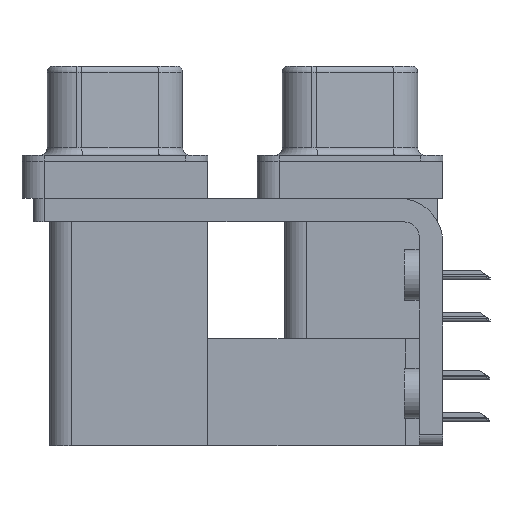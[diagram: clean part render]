
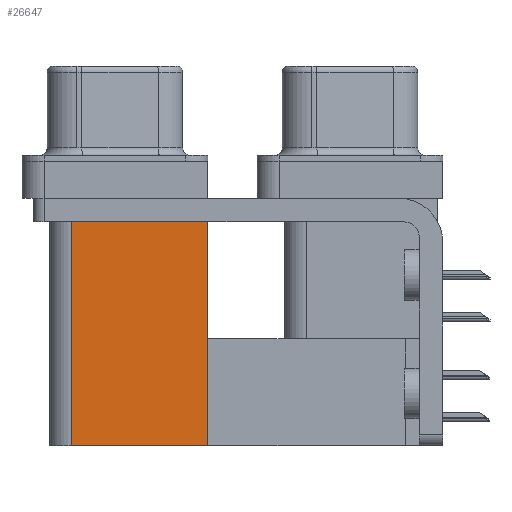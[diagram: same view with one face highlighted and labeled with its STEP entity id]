
A CAD part, left-side view. The second image highlights one B-rep face of the part: STEP entity #26647.
In plain terms, the highlighted planar face has unit normal (-1, 0, 0).
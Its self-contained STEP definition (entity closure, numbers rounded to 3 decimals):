
#121 = VERTEX_POINT ( 'NONE', #24905 ) ;
#2726 = CARTESIAN_POINT ( 'NONE',  ( 3.7, 18.8, -19.2 ) ) ;
#3409 = LINE ( 'NONE', #39518, #4050 ) ;
#4050 = VECTOR ( 'NONE', #26778, 1000. ) ;
#6111 = ORIENTED_EDGE ( 'NONE', *, *, #29693, .T. ) ;
#6208 = CARTESIAN_POINT ( 'NONE',  ( 3.7, 9.6, -2.5 ) ) ;
#7341 = EDGE_CURVE ( 'NONE', #121, #27665, #3409, .T. ) ;
#8031 = DIRECTION ( 'NONE',  ( 1., 0., 0. ) ) ;
#9331 = VERTEX_POINT ( 'NONE', #18086 ) ;
#10322 = VECTOR ( 'NONE', #41725, 1000. ) ;
#12262 = LINE ( 'NONE', #2726, #31464 ) ;
#13772 = ORIENTED_EDGE ( 'NONE', *, *, #7341, .F. ) ;
#16919 = EDGE_CURVE ( 'NONE', #121, #33441, #18408, .T. ) ;
#18013 = PLANE ( 'NONE',  #26478 ) ;
#18086 = CARTESIAN_POINT ( 'NONE',  ( 3.7, 18.8, -2.5 ) ) ;
#18408 = LINE ( 'NONE', #31382, #10322 ) ;
#18918 = ORIENTED_EDGE ( 'NONE', *, *, #31299, .F. ) ;
#19583 = CARTESIAN_POINT ( 'NONE',  ( 3.7, 9.6, -2.5 ) ) ;
#19644 = DIRECTION ( 'NONE',  ( 0., 1., 0. ) ) ;
#21041 = DIRECTION ( 'NONE',  ( 0., 0., -1. ) ) ;
#21719 = VECTOR ( 'NONE', #19644, 1000. ) ;
#22640 = LINE ( 'NONE', #6208, #21719 ) ;
#24905 = CARTESIAN_POINT ( 'NONE',  ( 3.7, 9.6, -19.2 ) ) ;
#24907 = CARTESIAN_POINT ( 'NONE',  ( 3.7, 9.6, -19.2 ) ) ;
#25461 = DIRECTION ( 'NONE',  ( 0., 0., 1. ) ) ;
#26478 = AXIS2_PLACEMENT_3D ( 'NONE', #24907, #8031, #21041 ) ;
#26647 = ADVANCED_FACE ( 'NONE', ( #40697 ), #18013, .F. ) ;
#26778 = DIRECTION ( 'NONE',  ( 0., 1., 0. ) ) ;
#27665 = VERTEX_POINT ( 'NONE', #29927 ) ;
#28819 = ORIENTED_EDGE ( 'NONE', *, *, #16919, .T. ) ;
#29693 = EDGE_CURVE ( 'NONE', #33441, #9331, #22640, .T. ) ;
#29927 = CARTESIAN_POINT ( 'NONE',  ( 3.7, 18.8, -19.2 ) ) ;
#31299 = EDGE_CURVE ( 'NONE', #27665, #9331, #12262, .T. ) ;
#31382 = CARTESIAN_POINT ( 'NONE',  ( 3.7, 9.6, -19.2 ) ) ;
#31464 = VECTOR ( 'NONE', #25461, 1000. ) ;
#33441 = VERTEX_POINT ( 'NONE', #19583 ) ;
#37718 = EDGE_LOOP ( 'NONE', ( #6111, #18918, #13772, #28819 ) ) ;
#39518 = CARTESIAN_POINT ( 'NONE',  ( 3.7, 9.6, -19.2 ) ) ;
#40697 = FACE_OUTER_BOUND ( 'NONE', #37718, .T. ) ;
#41725 = DIRECTION ( 'NONE',  ( 0., 0., 1. ) ) ;
